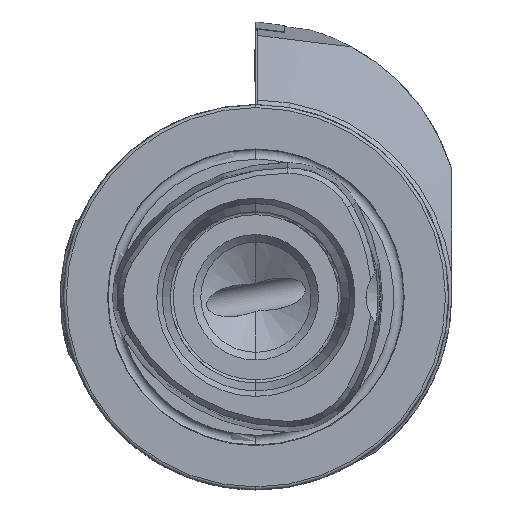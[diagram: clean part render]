
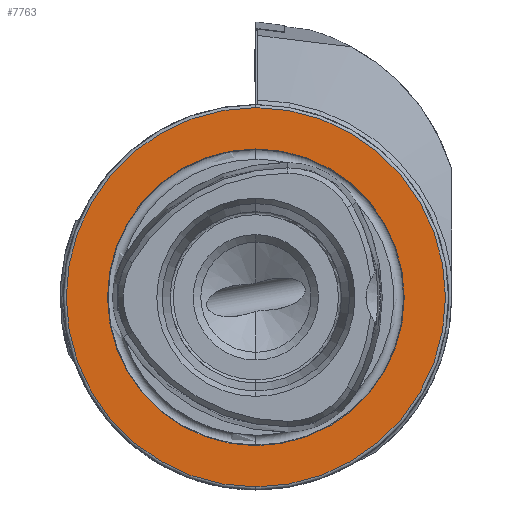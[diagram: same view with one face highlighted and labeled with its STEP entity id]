
A CAD part, left-side view. The second image highlights one B-rep face of the part: STEP entity #7763.
In plain terms, the highlighted planar face has unit normal (-1, 0, 0).
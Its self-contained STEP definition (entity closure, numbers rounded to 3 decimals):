
#161 = EDGE_CURVE ( 'NONE', #9492, #3265, #8038, .T. ) ;
#202 = AXIS2_PLACEMENT_3D ( 'NONE', #7188, #8001, #11791 ) ;
#208 = EDGE_CURVE ( 'NONE', #3265, #9492, #6095, .T. ) ;
#437 = DIRECTION ( 'NONE',  ( -1., 0., 0. ) ) ;
#480 = DIRECTION ( 'NONE',  ( 1., 0., 0. ) ) ;
#624 = ORIENTED_EDGE ( 'NONE', *, *, #9556, .F. ) ;
#1401 = DIRECTION ( 'NONE',  ( -1., 0., 0. ) ) ;
#1996 = ORIENTED_EDGE ( 'NONE', *, *, #2848, .F. ) ;
#2435 = DIRECTION ( 'NONE',  ( 0., 0., 1. ) ) ;
#2848 = EDGE_CURVE ( 'NONE', #5669, #7409, #2918, .T. ) ;
#2918 = CIRCLE ( 'NONE', #8294, 24.25 ) ;
#3182 = CARTESIAN_POINT ( 'NONE',  ( 0., 0., 0. ) ) ;
#3265 = VERTEX_POINT ( 'NONE', #8138 ) ;
#3308 = CARTESIAN_POINT ( 'NONE',  ( 0., 24.25, 0. ) ) ;
#3389 = DIRECTION ( 'NONE',  ( -1., 0., 0. ) ) ;
#4901 = AXIS2_PLACEMENT_3D ( 'NONE', #8965, #437, #10883 ) ;
#5669 = VERTEX_POINT ( 'NONE', #7259 ) ;
#6075 = DIRECTION ( 'NONE',  ( 0., 0., 1. ) ) ;
#6095 = CIRCLE ( 'NONE', #202, 31. ) ;
#6979 = CARTESIAN_POINT ( 'NONE',  ( 0., 0., -31. ) ) ;
#7157 = DIRECTION ( 'NONE',  ( 0., 0., -1. ) ) ;
#7188 = CARTESIAN_POINT ( 'NONE',  ( 0., 0., 0. ) ) ;
#7206 = FACE_BOUND ( 'NONE', #10860, .T. ) ;
#7259 = CARTESIAN_POINT ( 'NONE',  ( 0., 0., 24.25 ) ) ;
#7313 = CIRCLE ( 'NONE', #10929, 24.25 ) ;
#7409 = VERTEX_POINT ( 'NONE', #11380 ) ;
#7537 = AXIS2_PLACEMENT_3D ( 'NONE', #3308, #480, #7157 ) ;
#7763 = ADVANCED_FACE ( 'NONE', ( #7206, #10062 ), #8043, .F. ) ;
#8001 = DIRECTION ( 'NONE',  ( -1., 0., 0. ) ) ;
#8038 = CIRCLE ( 'NONE', #4901, 31. ) ;
#8043 = PLANE ( 'NONE',  #7537 ) ;
#8067 = CARTESIAN_POINT ( 'NONE',  ( 0., 0., 0. ) ) ;
#8138 = CARTESIAN_POINT ( 'NONE',  ( 0., 0., 31. ) ) ;
#8294 = AXIS2_PLACEMENT_3D ( 'NONE', #8067, #3389, #2435 ) ;
#8302 = ORIENTED_EDGE ( 'NONE', *, *, #208, .T. ) ;
#8965 = CARTESIAN_POINT ( 'NONE',  ( 0., 0., 0. ) ) ;
#9492 = VERTEX_POINT ( 'NONE', #6979 ) ;
#9556 = EDGE_CURVE ( 'NONE', #7409, #5669, #7313, .T. ) ;
#9654 = ORIENTED_EDGE ( 'NONE', *, *, #161, .T. ) ;
#10062 = FACE_OUTER_BOUND ( 'NONE', #12308, .T. ) ;
#10860 = EDGE_LOOP ( 'NONE', ( #1996, #624 ) ) ;
#10883 = DIRECTION ( 'NONE',  ( 0., 0., 1. ) ) ;
#10929 = AXIS2_PLACEMENT_3D ( 'NONE', #3182, #1401, #6075 ) ;
#11380 = CARTESIAN_POINT ( 'NONE',  ( 0., 0., -24.25 ) ) ;
#11791 = DIRECTION ( 'NONE',  ( 0., 0., 1. ) ) ;
#12308 = EDGE_LOOP ( 'NONE', ( #8302, #9654 ) ) ;
